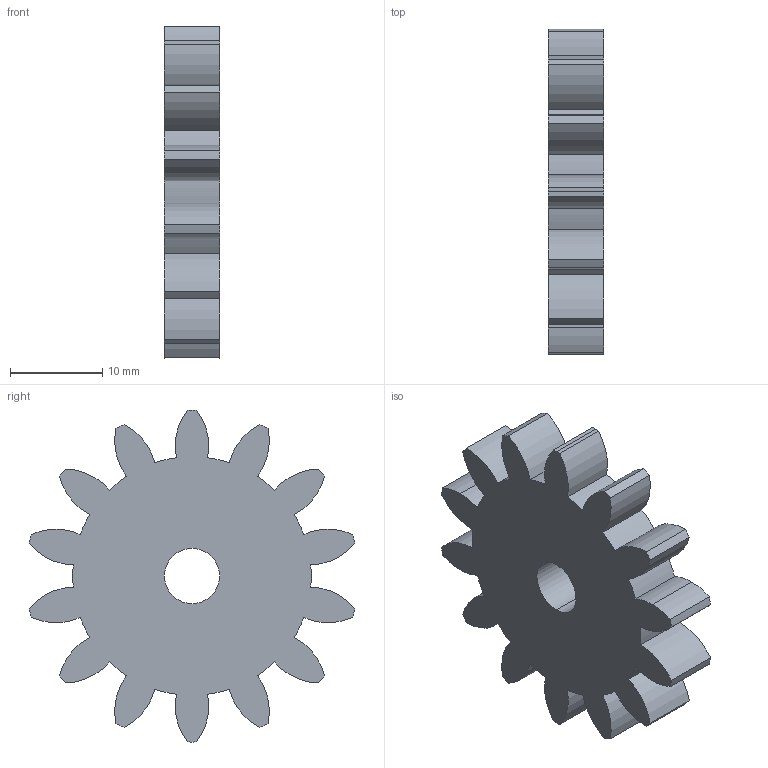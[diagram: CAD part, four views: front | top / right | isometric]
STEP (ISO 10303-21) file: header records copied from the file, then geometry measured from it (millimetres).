
FILE_DESCRIPTION (( 'STEP AP203' ), '1' );
FILE_NAME ('2.25m 14t.STEP', '2019-12-12T13:38:49', ( '' ), ( '' ), 'SwSTEP 2.0', 'SolidWorks 2019', '' );
FILE_SCHEMA (( 'CONFIG_CONTROL_DESIGN' ));
Length unit declared in the file: millimetre
Products named in the file (1): 2.25m 14t
Bounding box: 6 x 35.3 x 36 mm (x, y, z)
Volume: 4260.6 mm3; surface area: 2737.4 mm2
Topology: 1 solids, 1 shells, 63 faces, 183 edges, 122 vertices
Faces by surface type: cylinder 61, plane 2
Entity records: 2240 total; most frequent: DIRECTION 433, CARTESIAN_POINT 369, ORIENTED_EDGE 366, AXIS2_PLACEMENT_3D 186, EDGE_CURVE 183, VERTEX_POINT 122, CIRCLE 122, EDGE_LOOP 65
